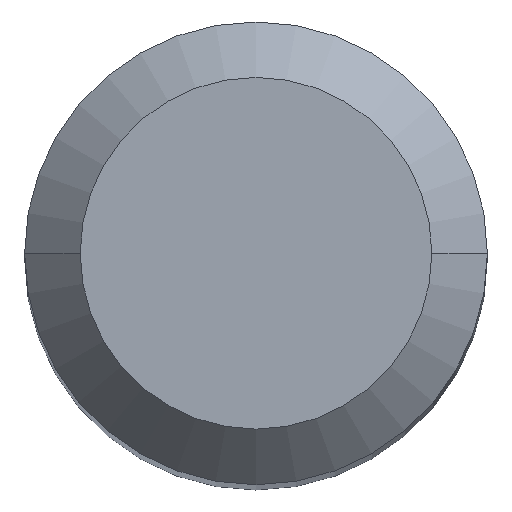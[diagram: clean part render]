
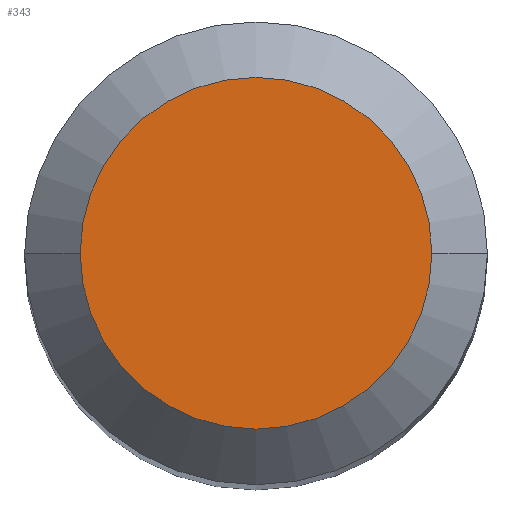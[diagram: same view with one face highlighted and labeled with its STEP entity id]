
A CAD part, top view. The second image highlights one B-rep face of the part: STEP entity #343.
In plain terms, the highlighted planar face has unit normal (0, 0, 1).
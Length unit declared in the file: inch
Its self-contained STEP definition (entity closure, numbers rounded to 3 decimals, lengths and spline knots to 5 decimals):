
#82 = DIRECTION ( 'NONE',  ( 1., 0., 0. ) ) ;
#88 = ORIENTED_EDGE ( 'NONE', *, *, #338, .T. ) ;
#90 = DIRECTION ( 'NONE',  ( 0., 0., -1. ) ) ;
#100 = AXIS2_PLACEMENT_3D ( 'NONE', #447, #90, #362 ) ;
#120 = ORIENTED_EDGE ( 'NONE', *, *, #275, .T. ) ;
#127 = PLANE ( 'NONE',  #100 ) ;
#157 = AXIS2_PLACEMENT_3D ( 'NONE', #443, #433, #82 ) ;
#191 = DIRECTION ( 'NONE',  ( 1., 0., 0. ) ) ;
#216 = CARTESIAN_POINT ( 'NONE',  ( 0., 0., 0. ) ) ;
#256 = VERTEX_POINT ( 'NONE', #391 ) ;
#261 = DIRECTION ( 'NONE',  ( 0., 0., 1. ) ) ;
#275 = EDGE_CURVE ( 'NONE', #256, #458, #368, .T. ) ;
#338 = EDGE_CURVE ( 'NONE', #458, #256, #370, .T. ) ;
#343 = ADVANCED_FACE ( 'NONE', ( #358 ), #127, .F. ) ;
#358 = FACE_OUTER_BOUND ( 'NONE', #404, .T. ) ;
#362 = DIRECTION ( 'NONE',  ( -1., 0., 0. ) ) ;
#368 = CIRCLE ( 'NONE', #436, 0.0475 ) ;
#370 = CIRCLE ( 'NONE', #157, 0.0475 ) ;
#391 = CARTESIAN_POINT ( 'NONE',  ( 0.0475, 0., 0. ) ) ;
#404 = EDGE_LOOP ( 'NONE', ( #88, #120 ) ) ;
#405 = CARTESIAN_POINT ( 'NONE',  ( -0.0475, 0., 0. ) ) ;
#433 = DIRECTION ( 'NONE',  ( 0., 0., 1. ) ) ;
#436 = AXIS2_PLACEMENT_3D ( 'NONE', #216, #261, #191 ) ;
#443 = CARTESIAN_POINT ( 'NONE',  ( 0., 0., 0. ) ) ;
#447 = CARTESIAN_POINT ( 'NONE',  ( 0., 0.0475, 0. ) ) ;
#458 = VERTEX_POINT ( 'NONE', #405 ) ;
